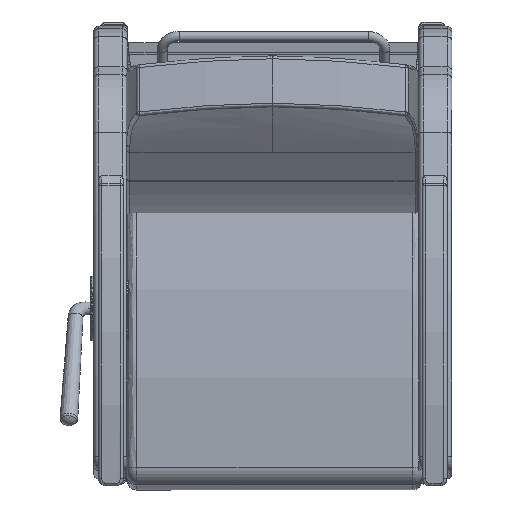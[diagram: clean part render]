
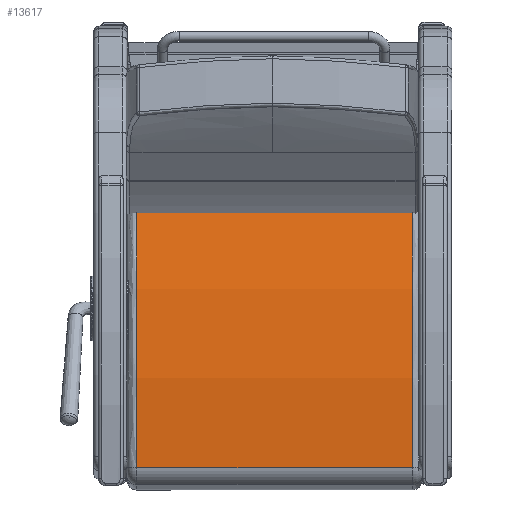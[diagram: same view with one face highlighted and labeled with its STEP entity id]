
A CAD part, front view. The second image highlights one B-rep face of the part: STEP entity #13617.
In plain terms, the highlighted free-form (B-spline) face has degree [1, 2] with [2, 3] control points.
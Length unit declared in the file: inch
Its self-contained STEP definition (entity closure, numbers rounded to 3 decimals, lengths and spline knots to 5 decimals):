
#487=(
BOUNDED_SURFACE()
B_SPLINE_SURFACE(1,2,((#34611,#34612,#34613),(#34614,#34615,#34616)),
 .UNSPECIFIED.,.F.,.F.,.F.)
B_SPLINE_SURFACE_WITH_KNOTS((2,2),(3,3),(-0.17276,0.17276),
(1.36178,1.69928),.UNSPECIFIED.)
GEOMETRIC_REPRESENTATION_ITEM()
RATIONAL_B_SPLINE_SURFACE(((1.,0.986,1.),(1.,0.986,
1.)))
REPRESENTATION_ITEM('')
SURFACE()
);
#941=ELLIPSE('',#14940,60.05357,60.);
#951=ELLIPSE('',#14968,60.05357,60.);
#1622=LINE('',#34609,#2464);
#1623=LINE('',#34618,#2465);
#2464=VECTOR('',#17476,0.3937);
#2465=VECTOR('',#17479,0.3937);
#3371=FACE_OUTER_BOUND('',#4304,.T.);
#4304=EDGE_LOOP('',(#10298,#10299,#10300,#10301));
#6435=VERTEX_POINT('',#34401);
#6436=VERTEX_POINT('',#34402);
#6461=VERTEX_POINT('',#34608);
#6462=VERTEX_POINT('',#34617);
#7831=EDGE_CURVE('',#6435,#6436,#941,.T.);
#7869=EDGE_CURVE('',#6436,#6461,#1622,.T.);
#7871=EDGE_CURVE('',#6435,#6462,#1623,.T.);
#7872=EDGE_CURVE('',#6461,#6462,#951,.T.);
#10298=ORIENTED_EDGE('',*,*,#7831,.F.);
#10299=ORIENTED_EDGE('',*,*,#7871,.T.);
#10300=ORIENTED_EDGE('',*,*,#7872,.F.);
#10301=ORIENTED_EDGE('',*,*,#7869,.F.);
#13617=ADVANCED_FACE('',(#3371),#487,.F.);
#14940=AXIS2_PLACEMENT_3D('',#34403,#17408,#17409);
#14968=AXIS2_PLACEMENT_3D('',#34619,#17480,#17481);
#17408=DIRECTION('center_axis',(0.,0.,-1.));
#17409=DIRECTION('ref_axis',(1.,0.,0.));
#17476=DIRECTION('',(0.,0.,1.));
#17479=DIRECTION('',(0.,0.,1.));
#17480=DIRECTION('center_axis',(0.,0.,1.));
#17481=DIRECTION('ref_axis',(1.,0.,0.));
#34401=CARTESIAN_POINT('',(-10.04459,1.25621,-10.375));
#34402=CARTESIAN_POINT('',(10.1114,0.44486,-10.375));
#34403=CARTESIAN_POINT('Origin',(-2.34979,-58.24922,-10.375));
#34608=CARTESIAN_POINT('',(10.1114,0.44486,10.375));
#34609=CARTESIAN_POINT('',(10.1114,0.44486,0.));
#34611=CARTESIAN_POINT('Ctrl Pts',(10.1114,0.44486,-10.375));
#34612=CARTESIAN_POINT('Ctrl Pts',(0.10258,2.56602,-10.375));
#34613=CARTESIAN_POINT('Ctrl Pts',(-10.04459,1.25621,-10.375));
#34614=CARTESIAN_POINT('Ctrl Pts',(10.1114,0.44486,10.375));
#34615=CARTESIAN_POINT('Ctrl Pts',(0.10258,2.56602,10.375));
#34616=CARTESIAN_POINT('Ctrl Pts',(-10.04459,1.25621,10.375));
#34617=CARTESIAN_POINT('',(-10.04459,1.25621,10.375));
#34618=CARTESIAN_POINT('',(-10.04459,1.25621,0.));
#34619=CARTESIAN_POINT('Origin',(-2.34979,-58.24922,10.375));
